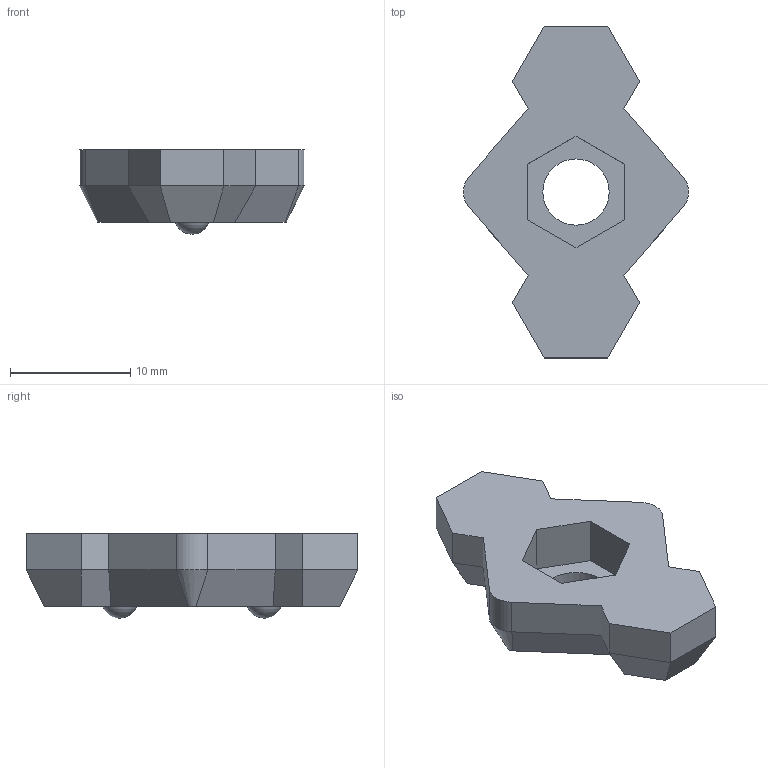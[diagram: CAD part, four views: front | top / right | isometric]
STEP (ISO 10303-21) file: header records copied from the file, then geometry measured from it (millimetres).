
FILE_DESCRIPTION(/* description */ (''),/* implementation_level */ '2;1');
FILE_NAME(/* name */ 'M5 Fork ThumbScrew.step',/* time_stamp */ '2018-07-17T19:56:43+02:00',/* author */ (''),/* organization */ (''),/* preprocessor_version */ 'ST-DEVELOPER v17',/* originating_system */ 'Autodesk Translation Framework v7.1.0.215',/* authorisation */ '');
FILE_SCHEMA (('AUTOMOTIVE_DESIGN { 1 0 10303 214 3 1 1 }'));
Length unit declared in the file: millimetre
Products named in the file (1): M5 Fork ThumbScrew
Bounding box: 18.68 x 27.56 x 7 mm (x, y, z)
Volume: 1411 mm3; surface area: 1086.3 mm2
Topology: 1 solids, 1 shells, 44 faces, 109 edges, 68 vertices
Faces by surface type: plane 37, cylinder 3, cone 2, sphere 2
Full cylindrical faces by diameter (mm): 5.5 x1
Entity records: 1309 total; most frequent: CARTESIAN_POINT 220, ORIENTED_EDGE 214, DIRECTION 211, EDGE_CURVE 107, LINE 93, VECTOR 93, VERTEX_POINT 68, AXIS2_PLACEMENT_3D 59
